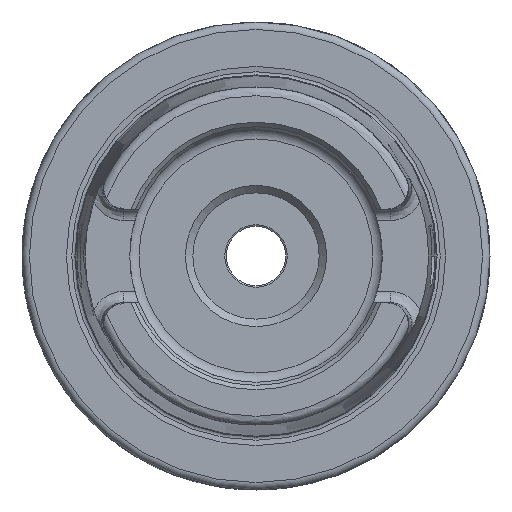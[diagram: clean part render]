
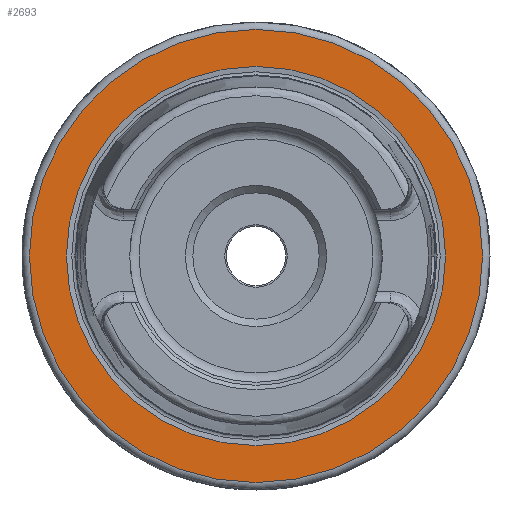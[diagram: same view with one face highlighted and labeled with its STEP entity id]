
A CAD part, left-side view. The second image highlights one B-rep face of the part: STEP entity #2693.
In plain terms, the highlighted planar face has unit normal (-1, 0, 0).
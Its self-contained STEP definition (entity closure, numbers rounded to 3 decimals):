
#99=PLANE('',#3007);
#292=FACE_OUTER_BOUND('',#636,.T.);
#459=CIRCLE('',#3005,25.521);
#460=CIRCLE('',#3006,25.521);
#461=CIRCLE('',#3008,30.5);
#462=CIRCLE('',#3009,30.5);
#481=FACE_BOUND('',#637,.T.);
#636=EDGE_LOOP('',(#2519,#2520));
#637=EDGE_LOOP('',(#2521,#2522));
#1260=VERTEX_POINT('',#6449);
#1261=VERTEX_POINT('',#6451);
#1262=VERTEX_POINT('',#6455);
#1263=VERTEX_POINT('',#6456);
#1681=EDGE_CURVE('',#1261,#1260,#459,.T.);
#1682=EDGE_CURVE('',#1260,#1261,#460,.T.);
#1683=EDGE_CURVE('',#1262,#1263,#461,.T.);
#1684=EDGE_CURVE('',#1263,#1262,#462,.T.);
#2519=ORIENTED_EDGE('',*,*,#1683,.F.);
#2520=ORIENTED_EDGE('',*,*,#1684,.F.);
#2521=ORIENTED_EDGE('',*,*,#1681,.T.);
#2522=ORIENTED_EDGE('',*,*,#1682,.T.);
#2693=ADVANCED_FACE('',(#292,#481),#99,.T.);
#3005=AXIS2_PLACEMENT_3D('',#6452,#3701,#3702);
#3006=AXIS2_PLACEMENT_3D('',#6453,#3703,#3704);
#3007=AXIS2_PLACEMENT_3D('',#6454,#3705,#3706);
#3008=AXIS2_PLACEMENT_3D('',#6457,#3707,#3708);
#3009=AXIS2_PLACEMENT_3D('',#6458,#3709,#3710);
#3701=DIRECTION('center_axis',(1.,0.,0.));
#3702=DIRECTION('ref_axis',(0.,0.,-1.));
#3703=DIRECTION('center_axis',(1.,0.,0.));
#3704=DIRECTION('ref_axis',(0.,0.,-1.));
#3705=DIRECTION('center_axis',(-1.,0.,0.));
#3706=DIRECTION('ref_axis',(0.,0.,1.));
#3707=DIRECTION('center_axis',(1.,0.,0.));
#3708=DIRECTION('ref_axis',(0.,0.,-1.));
#3709=DIRECTION('center_axis',(1.,0.,0.));
#3710=DIRECTION('ref_axis',(0.,0.,-1.));
#6449=CARTESIAN_POINT('',(0.,-25.521,0.));
#6451=CARTESIAN_POINT('',(0.,25.521,0.));
#6452=CARTESIAN_POINT('Origin',(0.,0.,
0.));
#6453=CARTESIAN_POINT('Origin',(0.,0.,
0.));
#6454=CARTESIAN_POINT('Origin',(0.,30.5,0.));
#6455=CARTESIAN_POINT('',(0.,30.5,0.));
#6456=CARTESIAN_POINT('',(0.,0.,30.5));
#6457=CARTESIAN_POINT('Origin',(0.,0.,
0.));
#6458=CARTESIAN_POINT('Origin',(0.,0.,
0.));
